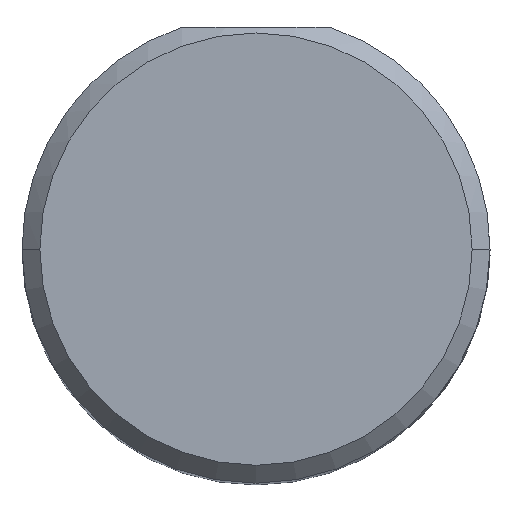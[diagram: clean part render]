
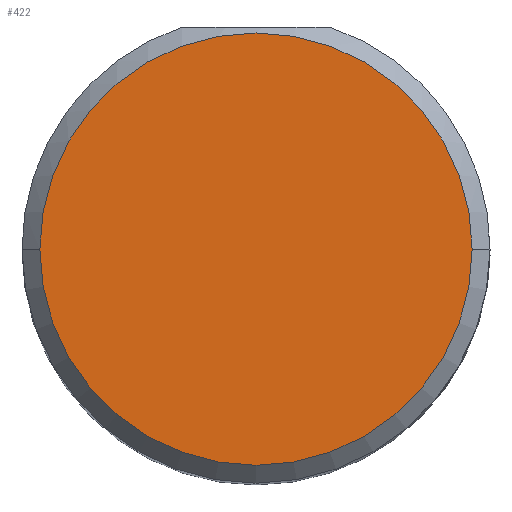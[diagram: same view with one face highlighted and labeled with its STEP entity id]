
A CAD part, top view. The second image highlights one B-rep face of the part: STEP entity #422.
In plain terms, the highlighted planar face has unit normal (0, 0, 1).
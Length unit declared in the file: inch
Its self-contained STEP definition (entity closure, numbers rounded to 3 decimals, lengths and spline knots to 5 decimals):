
#24 = AXIS2_PLACEMENT_3D ( 'NONE', #335, #344, #139 ) ;
#94 = DIRECTION ( 'NONE',  ( 0., 0., 1. ) ) ;
#111 = CARTESIAN_POINT ( 'NONE',  ( 0., 0., 2.83465 ) ) ;
#124 = CARTESIAN_POINT ( 'NONE',  ( -0.18185, 0., 2.83465 ) ) ;
#139 = DIRECTION ( 'NONE',  ( 1., 0., 0. ) ) ;
#148 = FACE_OUTER_BOUND ( 'NONE', #431, .T. ) ;
#156 = AXIS2_PLACEMENT_3D ( 'NONE', #111, #230, #346 ) ;
#174 = DIRECTION ( 'NONE',  ( 1., 0., 0. ) ) ;
#191 = EDGE_CURVE ( 'NONE', #413, #499, #378, .T. ) ;
#230 = DIRECTION ( 'NONE',  ( 0., 0., 1. ) ) ;
#251 = CIRCLE ( 'NONE', #24, 0.18185 ) ;
#293 = EDGE_CURVE ( 'NONE', #499, #413, #251, .T. ) ;
#307 = CARTESIAN_POINT ( 'NONE',  ( 0.18185, 0., 2.83465 ) ) ;
#335 = CARTESIAN_POINT ( 'NONE',  ( 0., 0., 2.83465 ) ) ;
#344 = DIRECTION ( 'NONE',  ( 0., 0., 1. ) ) ;
#346 = DIRECTION ( 'NONE',  ( 1., 0., 0. ) ) ;
#351 = PLANE ( 'NONE',  #156 ) ;
#368 = AXIS2_PLACEMENT_3D ( 'NONE', #418, #94, #174 ) ;
#378 = CIRCLE ( 'NONE', #368, 0.18185 ) ;
#395 = ORIENTED_EDGE ( 'NONE', *, *, #293, .T. ) ;
#400 = ORIENTED_EDGE ( 'NONE', *, *, #191, .T. ) ;
#413 = VERTEX_POINT ( 'NONE', #307 ) ;
#418 = CARTESIAN_POINT ( 'NONE',  ( 0., 0., 2.83465 ) ) ;
#422 = ADVANCED_FACE ( 'NONE', ( #148 ), #351, .T. ) ;
#431 = EDGE_LOOP ( 'NONE', ( #395, #400 ) ) ;
#499 = VERTEX_POINT ( 'NONE', #124 ) ;
